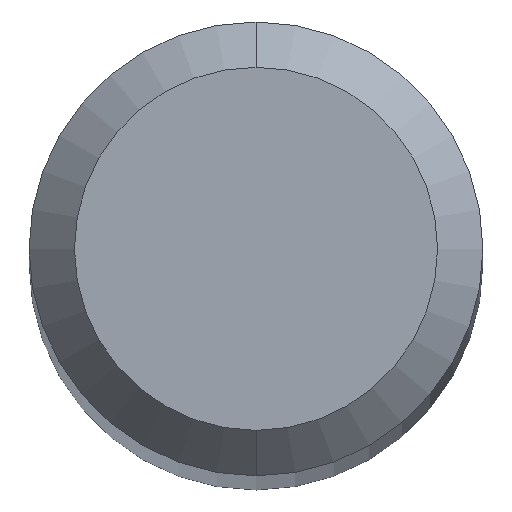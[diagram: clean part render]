
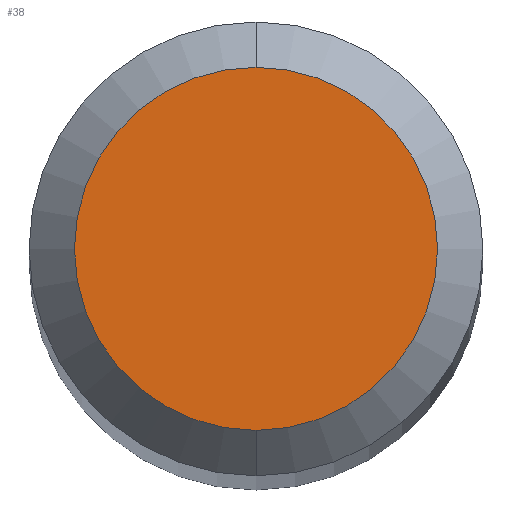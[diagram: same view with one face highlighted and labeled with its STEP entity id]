
A CAD part, top view. The second image highlights one B-rep face of the part: STEP entity #38.
In plain terms, the highlighted planar face has unit normal (0, 0, 1).
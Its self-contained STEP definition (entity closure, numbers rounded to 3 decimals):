
#15 = FACE_OUTER_BOUND ( 'NONE', #186, .T. ) ;
#20 = CARTESIAN_POINT ( 'NONE',  ( 0., 2.123, 0. ) ) ;
#28 = AXIS2_PLACEMENT_3D ( 'NONE', #83, #48, #150 ) ;
#38 = ADVANCED_FACE ( 'NONE', ( #15 ), #188, .F. ) ;
#41 = ORIENTED_EDGE ( 'NONE', *, *, #155, .T. ) ;
#48 = DIRECTION ( 'NONE',  ( 0., 0., 1. ) ) ;
#65 = DIRECTION ( 'NONE',  ( 0., 0., -1. ) ) ;
#76 = AXIS2_PLACEMENT_3D ( 'NONE', #129, #65, #204 ) ;
#82 = DIRECTION ( 'NONE',  ( 0., 0., 1. ) ) ;
#83 = CARTESIAN_POINT ( 'NONE',  ( 0., 0., 0. ) ) ;
#90 = VERTEX_POINT ( 'NONE', #164 ) ;
#92 = CIRCLE ( 'NONE', #195, 2.123 ) ;
#104 = DIRECTION ( 'NONE',  ( 0., 1., 0. ) ) ;
#129 = CARTESIAN_POINT ( 'NONE',  ( 0., 2.654, 0. ) ) ;
#144 = CIRCLE ( 'NONE', #28, 2.123 ) ;
#150 = DIRECTION ( 'NONE',  ( 0., 1., 0. ) ) ;
#155 = EDGE_CURVE ( 'NONE', #156, #90, #144, .T. ) ;
#156 = VERTEX_POINT ( 'NONE', #20 ) ;
#164 = CARTESIAN_POINT ( 'NONE',  ( 0., -2.123, 0. ) ) ;
#168 = ORIENTED_EDGE ( 'NONE', *, *, #170, .T. ) ;
#170 = EDGE_CURVE ( 'NONE', #90, #156, #92, .T. ) ;
#171 = CARTESIAN_POINT ( 'NONE',  ( 0., 0., 0. ) ) ;
#186 = EDGE_LOOP ( 'NONE', ( #41, #168 ) ) ;
#188 = PLANE ( 'NONE',  #76 ) ;
#195 = AXIS2_PLACEMENT_3D ( 'NONE', #171, #82, #104 ) ;
#204 = DIRECTION ( 'NONE',  ( 0., 1., 0. ) ) ;
